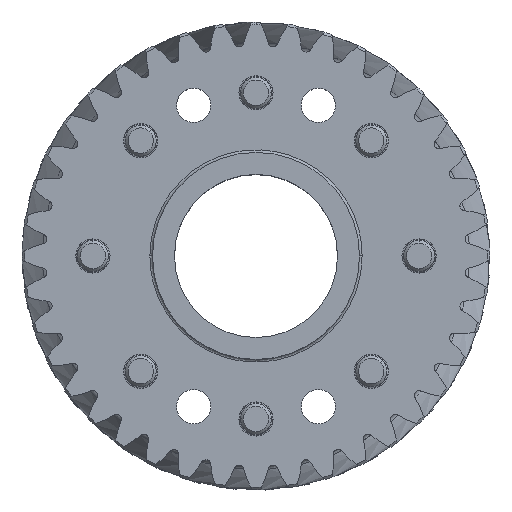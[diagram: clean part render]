
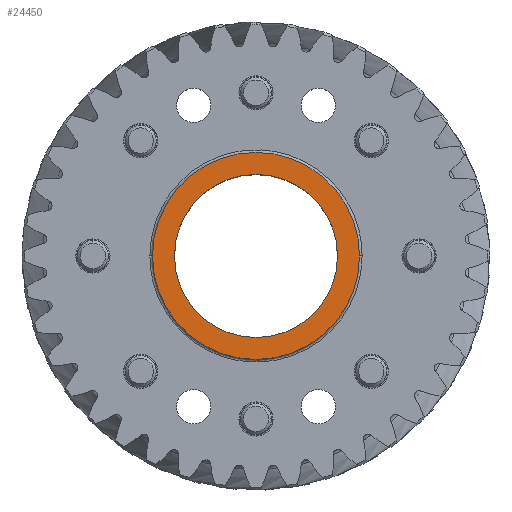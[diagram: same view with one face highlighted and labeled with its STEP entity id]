
A CAD part, top view. The second image highlights one B-rep face of the part: STEP entity #24450.
In plain terms, the highlighted planar face has unit normal (0, 0, 1).
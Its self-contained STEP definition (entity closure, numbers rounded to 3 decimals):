
#293 = VERTEX_POINT ( 'NONE', #36549 ) ;
#4980 = DIRECTION ( 'NONE',  ( -1., 0., 0. ) ) ;
#5307 = CARTESIAN_POINT ( 'NONE',  ( 0., 15.75, 3. ) ) ;
#5728 = DIRECTION ( 'NONE',  ( 0., 0., -1. ) ) ;
#7848 = AXIS2_PLACEMENT_3D ( 'NONE', #21995, #5728, #50941 ) ;
#12355 = FACE_BOUND ( 'NONE', #50835, .T. ) ;
#12439 = AXIS2_PLACEMENT_3D ( 'NONE', #42344, #37753, #4980 ) ;
#12486 = ORIENTED_EDGE ( 'NONE', *, *, #52213, .F. ) ;
#12647 = DIRECTION ( 'NONE',  ( -1., 0., 0. ) ) ;
#13272 = CARTESIAN_POINT ( 'NONE',  ( 0., 0., 3. ) ) ;
#14203 = CIRCLE ( 'NONE', #12439, 15.75 ) ;
#16765 = VERTEX_POINT ( 'NONE', #17831 ) ;
#17729 = CARTESIAN_POINT ( 'NONE',  ( 15.75, 0., 3. ) ) ;
#17831 = CARTESIAN_POINT ( 'NONE',  ( -15.75, 0., 3. ) ) ;
#18370 = EDGE_CURVE ( 'NONE', #16765, #19331, #14203, .T. ) ;
#18857 = ORIENTED_EDGE ( 'NONE', *, *, #18370, .T. ) ;
#19331 = VERTEX_POINT ( 'NONE', #17729 ) ;
#20733 = CIRCLE ( 'NONE', #50980, 15.75 ) ;
#21995 = CARTESIAN_POINT ( 'NONE',  ( 0., 0., 3. ) ) ;
#22233 = DIRECTION ( 'NONE',  ( -1., 0., 0. ) ) ;
#22376 = ORIENTED_EDGE ( 'NONE', *, *, #41932, .F. ) ;
#24450 = ADVANCED_FACE ( 'NONE', ( #42403, #12355 ), #45403, .T. ) ;
#24863 = ORIENTED_EDGE ( 'NONE', *, *, #42967, .T. ) ;
#29159 = DIRECTION ( 'NONE',  ( 0., 0., 1. ) ) ;
#29444 = AXIS2_PLACEMENT_3D ( 'NONE', #5307, #29159, #41598 ) ;
#33762 = DIRECTION ( 'NONE',  ( 0., 0., -1. ) ) ;
#36549 = CARTESIAN_POINT ( 'NONE',  ( 20., 0., 3. ) ) ;
#37753 = DIRECTION ( 'NONE',  ( 0., 0., -1. ) ) ;
#41352 = CARTESIAN_POINT ( 'NONE',  ( 0., 0., 3. ) ) ;
#41598 = DIRECTION ( 'NONE',  ( 1., 0., 0. ) ) ;
#41915 = VERTEX_POINT ( 'NONE', #46610 ) ;
#41932 = EDGE_CURVE ( 'NONE', #293, #41915, #51103, .T. ) ;
#42255 = DIRECTION ( 'NONE',  ( 0., 0., -1. ) ) ;
#42344 = CARTESIAN_POINT ( 'NONE',  ( 0., 0., 3. ) ) ;
#42403 = FACE_OUTER_BOUND ( 'NONE', #50992, .T. ) ;
#42967 = EDGE_CURVE ( 'NONE', #19331, #16765, #20733, .T. ) ;
#45234 = CIRCLE ( 'NONE', #51320, 20. ) ;
#45403 = PLANE ( 'NONE',  #29444 ) ;
#46610 = CARTESIAN_POINT ( 'NONE',  ( -20., 0., 3. ) ) ;
#50835 = EDGE_LOOP ( 'NONE', ( #18857, #24863 ) ) ;
#50941 = DIRECTION ( 'NONE',  ( -1., 0., 0. ) ) ;
#50980 = AXIS2_PLACEMENT_3D ( 'NONE', #41352, #33762, #12647 ) ;
#50992 = EDGE_LOOP ( 'NONE', ( #12486, #22376 ) ) ;
#51103 = CIRCLE ( 'NONE', #7848, 20. ) ;
#51320 = AXIS2_PLACEMENT_3D ( 'NONE', #13272, #42255, #22233 ) ;
#52213 = EDGE_CURVE ( 'NONE', #41915, #293, #45234, .T. ) ;
